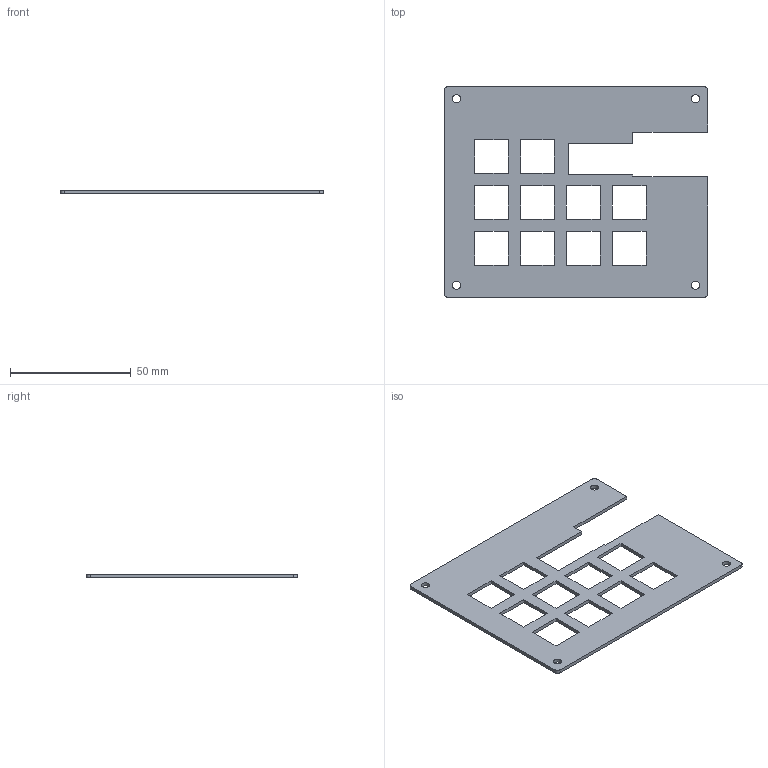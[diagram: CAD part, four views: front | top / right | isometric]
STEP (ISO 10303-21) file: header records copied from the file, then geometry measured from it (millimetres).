
FILE_DESCRIPTION(('FreeCAD Model'),'2;1');
FILE_NAME('Open CASCADE Shape Model','2025-07-26T22:16:31',(''),(''), 'Open CASCADE STEP processor 7.8','FreeCAD','Unknown');
FILE_SCHEMA(('AUTOMOTIVE_DESIGN { 1 0 10303 214 1 1 1 1 }'));
Length unit declared in the file: millimetre
Products named in the file (1): Body
Bounding box: 109.13 x 87.4 x 1.5 mm (x, y, z)
Volume: 9929.7 mm3; surface area: 14902.4 mm2
Topology: 1 solids, 1 shells, 60 faces, 188 edges, 120 vertices
Faces by surface type: plane 52, cylinder 8
Full cylindrical faces by diameter (mm): 3.4 x4
Entity records: 2150 total; most frequent: ORIENTED_EDGE 376, CARTESIAN_POINT 369, DIRECTION 326, EDGE_CURVE 188, LINE 172, VECTOR 172, VERTEX_POINT 120, FACE_BOUND 94
